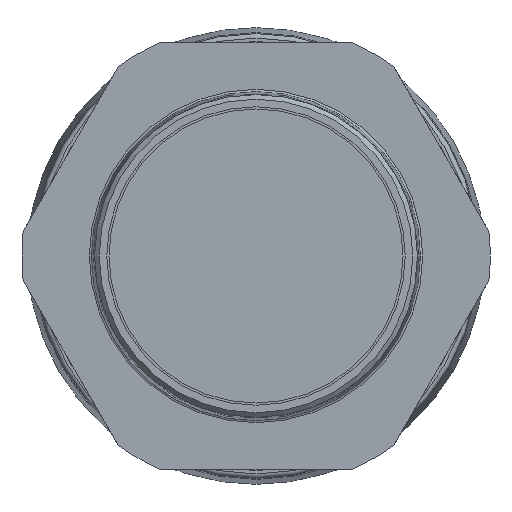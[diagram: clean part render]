
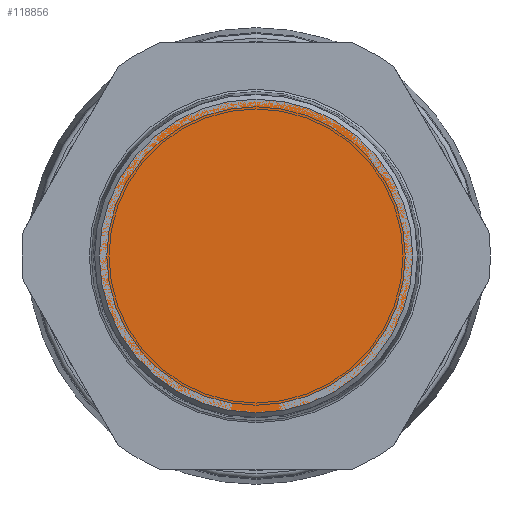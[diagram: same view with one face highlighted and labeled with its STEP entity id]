
A CAD part, left-side view. The second image highlights one B-rep face of the part: STEP entity #118856.
In plain terms, the highlighted planar face has unit normal (-1, 0, 0).
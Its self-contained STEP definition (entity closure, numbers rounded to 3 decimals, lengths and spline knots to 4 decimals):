
#12543=PLANE('',#125168);
#33604=FACE_OUTER_BOUND('',#40274,.T.);
#40274=EDGE_LOOP('',(#106022));
#43358=CIRCLE('',#125169,1.3706);
#54765=VERTEX_POINT('',#278936);
#71860=EDGE_CURVE('',#54765,#54765,#43358,.T.);
#106022=ORIENTED_EDGE('',*,*,#71860,.F.);
#118856=ADVANCED_FACE('',(#33604),#12543,.T.);
#125168=AXIS2_PLACEMENT_3D('',#278935,#144778,#144779);
#125169=AXIS2_PLACEMENT_3D('',#278937,#144780,#144781);
#144778=DIRECTION('center_axis',(-1.,0.,0.));
#144779=DIRECTION('ref_axis',(0.,0.,
-1.));
#144780=DIRECTION('center_axis',(1.,0.,0.));
#144781=DIRECTION('ref_axis',(0.,1.,0.));
#278935=CARTESIAN_POINT('Origin',(-1.5366,-1.41,0.));
#278936=CARTESIAN_POINT('',(-1.5366,-1.3706,0.));
#278937=CARTESIAN_POINT('Origin',(-1.5366,0.,
0.));
